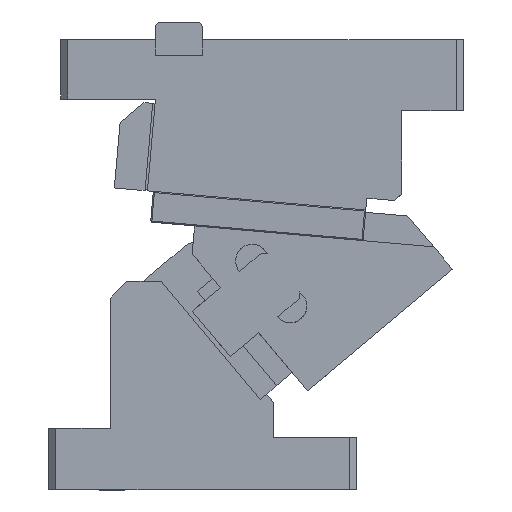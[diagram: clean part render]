
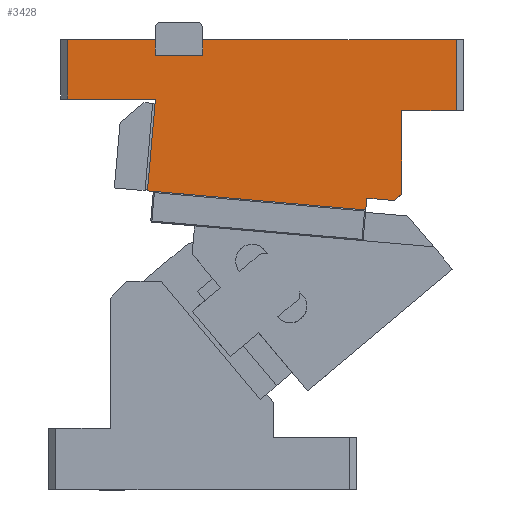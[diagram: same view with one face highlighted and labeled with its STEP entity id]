
A CAD part, front view. The second image highlights one B-rep face of the part: STEP entity #3428.
In plain terms, the highlighted planar face has unit normal (0, -1, 0).
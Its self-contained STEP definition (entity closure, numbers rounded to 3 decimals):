
#3104=CARTESIAN_POINT('Vertex',(146.011,0.,122.136)) ;
#3107=CARTESIAN_POINT('Line Origine',(140.137,0.,122.65)) ;
#3111=CARTESIAN_POINT('Vertex',(134.263,0.,123.164)) ;
#3247=CARTESIAN_POINT('Vertex',(149.,0.,124.875)) ;
#3250=CARTESIAN_POINT('Line Origine',(147.506,0.,123.505)) ;
#3285=CARTESIAN_POINT('Axis2P3D Location',(44.686,0.,160.614)) ;
#3290=CARTESIAN_POINT('Line Origine',(26.5,0.,190.)) ;
#3294=CARTESIAN_POINT('Vertex',(8.,0.,190.)) ;
#3296=CARTESIAN_POINT('Vertex',(45.,0.,190.)) ;
#3299=CARTESIAN_POINT('Line Origine',(8.,0.,177.5)) ;
#3303=CARTESIAN_POINT('Vertex',(8.,0.,165.)) ;
#3306=CARTESIAN_POINT('Line Origine',(26.535,0.,165.)) ;
#3310=CARTESIAN_POINT('Vertex',(45.07,0.,165.)) ;
#3313=CARTESIAN_POINT('Line Origine',(44.943,0.,163.554)) ;
#3317=CARTESIAN_POINT('Vertex',(44.817,0.,162.108)) ;
#3320=CARTESIAN_POINT('Line Origine',(44.751,0.,161.361)) ;
#3324=CARTESIAN_POINT('Vertex',(44.686,0.,160.614)) ;
#3327=CARTESIAN_POINT('Line Origine',(43.858,0.,151.15)) ;
#3331=CARTESIAN_POINT('Vertex',(43.03,0.,141.686)) ;
#3334=CARTESIAN_POINT('Line Origine',(42.354,0.,133.966)) ;
#3338=CARTESIAN_POINT('Vertex',(41.679,0.,126.245)) ;
#3341=CARTESIAN_POINT('Line Origine',(42.924,0.,126.136)) ;
#3345=CARTESIAN_POINT('Vertex',(44.169,0.,126.027)) ;
#3348=CARTESIAN_POINT('Line Origine',(88.998,0.,122.105)) ;
#3352=CARTESIAN_POINT('Vertex',(133.827,0.,118.183)) ;
#3355=CARTESIAN_POINT('Line Origine',(134.045,0.,120.674)) ;
#3360=CARTESIAN_POINT('Line Origine',(149.,0.,142.437)) ;
#3364=CARTESIAN_POINT('Vertex',(149.,0.,160.)) ;
#3367=CARTESIAN_POINT('Line Origine',(160.5,0.,160.)) ;
#3371=CARTESIAN_POINT('Vertex',(172.,0.,160.)) ;
#3374=CARTESIAN_POINT('Line Origine',(172.,0.,175.)) ;
#3378=CARTESIAN_POINT('Vertex',(172.,0.,190.)) ;
#3381=CARTESIAN_POINT('Line Origine',(118.5,0.,190.)) ;
#3385=CARTESIAN_POINT('Vertex',(65.,0.,190.)) ;
#3388=CARTESIAN_POINT('Line Origine',(65.,0.,186.75)) ;
#3392=CARTESIAN_POINT('Vertex',(65.,0.,183.5)) ;
#3395=CARTESIAN_POINT('Line Origine',(55.,0.,183.5)) ;
#3399=CARTESIAN_POINT('Vertex',(45.,0.,183.5)) ;
#3402=CARTESIAN_POINT('Line Origine',(45.,0.,186.75)) ;
#3108=DIRECTION('Vector Direction',(0.996,0.,-0.087)) ;
#3251=DIRECTION('Vector Direction',(0.737,0.,0.676)) ;
#3286=DIRECTION('Axis2P3D Direction',(0.,-1.,0.)) ;
#3287=DIRECTION('Axis2P3D XDirection',(-0.087,0.,-0.996)) ;
#3291=DIRECTION('Vector Direction',(1.,0.,0.)) ;
#3300=DIRECTION('Vector Direction',(0.,0.,1.)) ;
#3307=DIRECTION('Vector Direction',(1.,0.,0.)) ;
#3314=DIRECTION('Vector Direction',(-0.087,0.,-0.996)) ;
#3321=DIRECTION('Vector Direction',(-0.087,0.,-0.996)) ;
#3328=DIRECTION('Vector Direction',(-0.087,0.,-0.996)) ;
#3335=DIRECTION('Vector Direction',(-0.087,0.,-0.996)) ;
#3342=DIRECTION('Vector Direction',(0.996,0.,-0.087)) ;
#3349=DIRECTION('Vector Direction',(-0.996,0.,0.087)) ;
#3356=DIRECTION('Vector Direction',(0.087,0.,0.996)) ;
#3361=DIRECTION('Vector Direction',(0.,0.,1.)) ;
#3368=DIRECTION('Vector Direction',(1.,0.,0.)) ;
#3375=DIRECTION('Vector Direction',(0.,0.,1.)) ;
#3382=DIRECTION('Vector Direction',(1.,0.,0.)) ;
#3389=DIRECTION('Vector Direction',(0.,0.,1.)) ;
#3396=DIRECTION('Vector Direction',(1.,0.,0.)) ;
#3403=DIRECTION('Vector Direction',(0.,0.,-1.)) ;
#3288=AXIS2_PLACEMENT_3D('Plane Axis2P3D',#3285,#3286,#3287) ;
#3408=ORIENTED_EDGE('',*,*,#3298,.F.) ;
#3409=ORIENTED_EDGE('',*,*,#3305,.T.) ;
#3410=ORIENTED_EDGE('',*,*,#3312,.F.) ;
#3411=ORIENTED_EDGE('',*,*,#3319,.F.) ;
#3412=ORIENTED_EDGE('',*,*,#3326,.F.) ;
#3413=ORIENTED_EDGE('',*,*,#3333,.F.) ;
#3414=ORIENTED_EDGE('',*,*,#3340,.T.) ;
#3415=ORIENTED_EDGE('',*,*,#3347,.T.) ;
#3416=ORIENTED_EDGE('',*,*,#3354,.F.) ;
#3417=ORIENTED_EDGE('',*,*,#3359,.T.) ;
#3418=ORIENTED_EDGE('',*,*,#3113,.T.) ;
#3419=ORIENTED_EDGE('',*,*,#3254,.T.) ;
#3420=ORIENTED_EDGE('',*,*,#3366,.T.) ;
#3421=ORIENTED_EDGE('',*,*,#3373,.T.) ;
#3422=ORIENTED_EDGE('',*,*,#3380,.T.) ;
#3423=ORIENTED_EDGE('',*,*,#3387,.F.) ;
#3424=ORIENTED_EDGE('',*,*,#3394,.F.) ;
#3425=ORIENTED_EDGE('',*,*,#3401,.F.) ;
#3426=ORIENTED_EDGE('',*,*,#3406,.F.) ;
#3109=VECTOR('Line Direction',#3108,1.) ;
#3252=VECTOR('Line Direction',#3251,1.) ;
#3292=VECTOR('Line Direction',#3291,1.) ;
#3301=VECTOR('Line Direction',#3300,1.) ;
#3308=VECTOR('Line Direction',#3307,1.) ;
#3315=VECTOR('Line Direction',#3314,1.) ;
#3322=VECTOR('Line Direction',#3321,1.) ;
#3329=VECTOR('Line Direction',#3328,1.) ;
#3336=VECTOR('Line Direction',#3335,1.) ;
#3343=VECTOR('Line Direction',#3342,1.) ;
#3350=VECTOR('Line Direction',#3349,1.) ;
#3357=VECTOR('Line Direction',#3356,1.) ;
#3362=VECTOR('Line Direction',#3361,1.) ;
#3369=VECTOR('Line Direction',#3368,1.) ;
#3376=VECTOR('Line Direction',#3375,1.) ;
#3383=VECTOR('Line Direction',#3382,1.) ;
#3390=VECTOR('Line Direction',#3389,1.) ;
#3397=VECTOR('Line Direction',#3396,1.) ;
#3404=VECTOR('Line Direction',#3403,1.) ;
#3428=ADVANCED_FACE('CAM HOLDER',(#3427),#3289,.T.) ;
#3113=EDGE_CURVE('',#3112,#3105,#3110,.T.) ;
#3254=EDGE_CURVE('',#3105,#3248,#3253,.T.) ;
#3298=EDGE_CURVE('',#3295,#3297,#3293,.T.) ;
#3305=EDGE_CURVE('',#3295,#3304,#3302,.F.) ;
#3312=EDGE_CURVE('',#3311,#3304,#3309,.F.) ;
#3319=EDGE_CURVE('',#3318,#3311,#3316,.F.) ;
#3326=EDGE_CURVE('',#3325,#3318,#3323,.F.) ;
#3333=EDGE_CURVE('',#3332,#3325,#3330,.F.) ;
#3340=EDGE_CURVE('',#3332,#3339,#3337,.T.) ;
#3347=EDGE_CURVE('',#3339,#3346,#3344,.T.) ;
#3354=EDGE_CURVE('',#3353,#3346,#3351,.T.) ;
#3359=EDGE_CURVE('',#3353,#3112,#3358,.T.) ;
#3366=EDGE_CURVE('',#3248,#3365,#3363,.T.) ;
#3373=EDGE_CURVE('',#3365,#3372,#3370,.T.) ;
#3380=EDGE_CURVE('',#3372,#3379,#3377,.T.) ;
#3387=EDGE_CURVE('',#3386,#3379,#3384,.T.) ;
#3394=EDGE_CURVE('',#3393,#3386,#3391,.T.) ;
#3401=EDGE_CURVE('',#3400,#3393,#3398,.T.) ;
#3406=EDGE_CURVE('',#3297,#3400,#3405,.T.) ;
#3407=EDGE_LOOP('',(#3408,#3409,#3410,#3411,#3412,#3413,#3414,#3415,#3416,#3417,#3418,#3419,#3420,#3421,#3422,#3423,#3424,#3425,#3426)) ;
#3427=FACE_OUTER_BOUND('',#3407,.T.) ;
#3110=LINE('Line',#3107,#3109) ;
#3253=LINE('Line',#3250,#3252) ;
#3293=LINE('Line',#3290,#3292) ;
#3302=LINE('Line',#3299,#3301) ;
#3309=LINE('Line',#3306,#3308) ;
#3316=LINE('Line',#3313,#3315) ;
#3323=LINE('Line',#3320,#3322) ;
#3330=LINE('Line',#3327,#3329) ;
#3337=LINE('Line',#3334,#3336) ;
#3344=LINE('Line',#3341,#3343) ;
#3351=LINE('Line',#3348,#3350) ;
#3358=LINE('Line',#3355,#3357) ;
#3363=LINE('Line',#3360,#3362) ;
#3370=LINE('Line',#3367,#3369) ;
#3377=LINE('Line',#3374,#3376) ;
#3384=LINE('Line',#3381,#3383) ;
#3391=LINE('Line',#3388,#3390) ;
#3398=LINE('Line',#3395,#3397) ;
#3405=LINE('Line',#3402,#3404) ;
#3289=PLANE('Plane',#3288) ;
#3105=VERTEX_POINT('',#3104) ;
#3112=VERTEX_POINT('',#3111) ;
#3248=VERTEX_POINT('',#3247) ;
#3295=VERTEX_POINT('',#3294) ;
#3297=VERTEX_POINT('',#3296) ;
#3304=VERTEX_POINT('',#3303) ;
#3311=VERTEX_POINT('',#3310) ;
#3318=VERTEX_POINT('',#3317) ;
#3325=VERTEX_POINT('',#3324) ;
#3332=VERTEX_POINT('',#3331) ;
#3339=VERTEX_POINT('',#3338) ;
#3346=VERTEX_POINT('',#3345) ;
#3353=VERTEX_POINT('',#3352) ;
#3365=VERTEX_POINT('',#3364) ;
#3372=VERTEX_POINT('',#3371) ;
#3379=VERTEX_POINT('',#3378) ;
#3386=VERTEX_POINT('',#3385) ;
#3393=VERTEX_POINT('',#3392) ;
#3400=VERTEX_POINT('',#3399) ;
